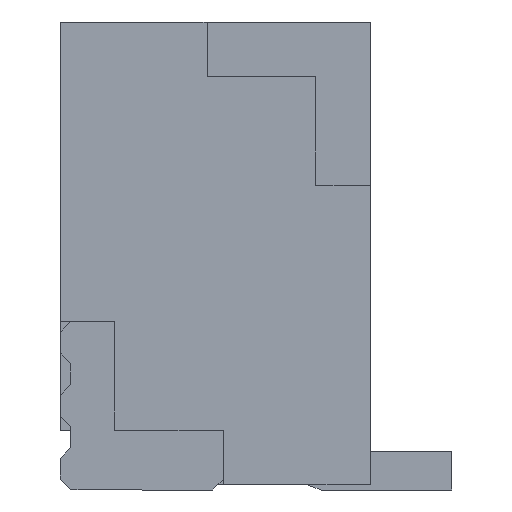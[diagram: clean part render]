
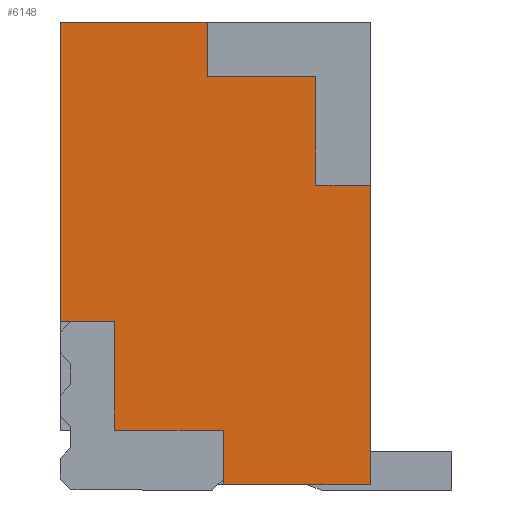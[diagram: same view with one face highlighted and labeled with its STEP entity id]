
A CAD part, left-side view. The second image highlights one B-rep face of the part: STEP entity #6148.
In plain terms, the highlighted planar face has unit normal (-1, 0, 0).
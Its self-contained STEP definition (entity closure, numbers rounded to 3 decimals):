
#236=FACE_OUTER_BOUND('',#562,.T.);
#562=EDGE_LOOP('',(#4846,#4847,#4848,#4849,#4850,#4851,#4852,#4853,#4854,
#4855,#4856,#4857));
#1113=LINE('',#8920,#1952);
#1143=LINE('',#8980,#1982);
#1195=LINE('',#9086,#2034);
#1202=LINE('',#9099,#2041);
#1205=LINE('',#9104,#2044);
#1207=LINE('',#9108,#2046);
#1210=LINE('',#9116,#2049);
#1214=LINE('',#9124,#2053);
#1217=LINE('',#9130,#2056);
#1220=LINE('',#9135,#2059);
#1256=LINE('',#9206,#2095);
#1257=LINE('',#9208,#2096);
#1952=VECTOR('',#7327,2.75);
#1982=VECTOR('',#7373,1.35);
#2034=VECTOR('',#7457,0.5);
#2041=VECTOR('',#7470,0.5);
#2044=VECTOR('',#7475,1.);
#2046=VECTOR('',#7481,1.);
#2049=VECTOR('',#7488,0.5);
#2053=VECTOR('',#7494,1.);
#2056=VECTOR('',#7499,1.);
#2059=VECTOR('',#7504,0.5);
#2095=VECTOR('',#7544,1.35);
#2096=VECTOR('',#7547,2.75);
#2650=VERTEX_POINT('',#8917);
#2651=VERTEX_POINT('',#8919);
#2668=VERTEX_POINT('',#8968);
#2710=VERTEX_POINT('',#9083);
#2711=VERTEX_POINT('',#9085);
#2714=VERTEX_POINT('',#9097);
#2715=VERTEX_POINT('',#9102);
#2717=VERTEX_POINT('',#9114);
#2718=VERTEX_POINT('',#9115);
#2721=VERTEX_POINT('',#9123);
#2723=VERTEX_POINT('',#9129);
#2757=VERTEX_POINT('',#9204);
#3351=EDGE_CURVE('',#2651,#2650,#1113,.T.);
#3381=EDGE_CURVE('',#2668,#2651,#1143,.T.);
#3433=EDGE_CURVE('',#2711,#2710,#1195,.T.);
#3440=EDGE_CURVE('',#2650,#2714,#1202,.T.);
#3443=EDGE_CURVE('',#2714,#2715,#1205,.T.);
#3445=EDGE_CURVE('',#2715,#2711,#1207,.T.);
#3448=EDGE_CURVE('',#2717,#2718,#1210,.T.);
#3452=EDGE_CURVE('',#2718,#2721,#1214,.T.);
#3455=EDGE_CURVE('',#2721,#2723,#1217,.T.);
#3458=EDGE_CURVE('',#2723,#2668,#1220,.T.);
#3494=EDGE_CURVE('',#2710,#2757,#1256,.T.);
#3495=EDGE_CURVE('',#2757,#2717,#1257,.T.);
#4846=ORIENTED_EDGE('',*,*,#3440,.T.);
#4847=ORIENTED_EDGE('',*,*,#3443,.T.);
#4848=ORIENTED_EDGE('',*,*,#3445,.T.);
#4849=ORIENTED_EDGE('',*,*,#3433,.T.);
#4850=ORIENTED_EDGE('',*,*,#3494,.T.);
#4851=ORIENTED_EDGE('',*,*,#3495,.T.);
#4852=ORIENTED_EDGE('',*,*,#3448,.T.);
#4853=ORIENTED_EDGE('',*,*,#3452,.T.);
#4854=ORIENTED_EDGE('',*,*,#3455,.T.);
#4855=ORIENTED_EDGE('',*,*,#3458,.T.);
#4856=ORIENTED_EDGE('',*,*,#3381,.T.);
#4857=ORIENTED_EDGE('',*,*,#3351,.T.);
#5636=PLANE('',#6461);
#6148=ADVANCED_FACE('',(#236),#5636,.T.);
#6461=AXIS2_PLACEMENT_3D('',#9207,#7545,#7546);
#7327=DIRECTION('',(0.,0.,-1.));
#7373=DIRECTION('',(0.,1.,0.));
#7457=DIRECTION('',(0.,0.,-1.));
#7470=DIRECTION('',(0.,-1.,0.));
#7475=DIRECTION('',(0.,0.,-1.));
#7481=DIRECTION('',(0.,-1.,0.));
#7488=DIRECTION('',(0.,1.,0.));
#7494=DIRECTION('',(0.,0.,1.));
#7499=DIRECTION('',(0.,1.,0.));
#7504=DIRECTION('',(0.,0.,1.));
#7544=DIRECTION('',(0.,-1.,0.));
#7545=DIRECTION('center_axis',(-1.,0.,0.));
#7546=DIRECTION('ref_axis',(0.,0.,1.));
#7547=DIRECTION('',(0.,0.,1.));
#8917=CARTESIAN_POINT('',(-4.5,2.9,1.5));
#8919=CARTESIAN_POINT('',(-4.5,2.9,4.25));
#8920=CARTESIAN_POINT('',(-4.5,2.9,4.25));
#8968=CARTESIAN_POINT('',(-4.5,1.55,4.25));
#8980=CARTESIAN_POINT('',(-4.5,0.05,4.25));
#9083=CARTESIAN_POINT('',(-4.5,1.4,0.));
#9085=CARTESIAN_POINT('',(-4.5,1.4,0.5));
#9086=CARTESIAN_POINT('',(-4.5,1.4,0.986));
#9097=CARTESIAN_POINT('',(-4.5,2.4,1.5));
#9099=CARTESIAN_POINT('',(-4.5,1.931,1.5));
#9102=CARTESIAN_POINT('',(-4.5,2.4,0.5));
#9104=CARTESIAN_POINT('',(-4.5,2.4,1.236));
#9108=CARTESIAN_POINT('',(-4.5,1.431,0.5));
#9114=CARTESIAN_POINT('',(-4.5,0.05,2.75));
#9115=CARTESIAN_POINT('',(-4.5,0.55,2.75));
#9116=CARTESIAN_POINT('',(-4.5,1.006,2.75));
#9123=CARTESIAN_POINT('',(-4.5,0.55,3.75));
#9124=CARTESIAN_POINT('',(-4.5,0.55,2.861));
#9129=CARTESIAN_POINT('',(-4.5,1.55,3.75));
#9130=CARTESIAN_POINT('',(-4.5,1.506,3.75));
#9135=CARTESIAN_POINT('',(-4.5,1.55,3.111));
#9204=CARTESIAN_POINT('',(-4.5,0.05,0.));
#9206=CARTESIAN_POINT('',(-4.5,2.4,0.));
#9207=CARTESIAN_POINT('Origin',(-4.5,1.463,1.972));
#9208=CARTESIAN_POINT('',(-4.5,0.05,0.));
